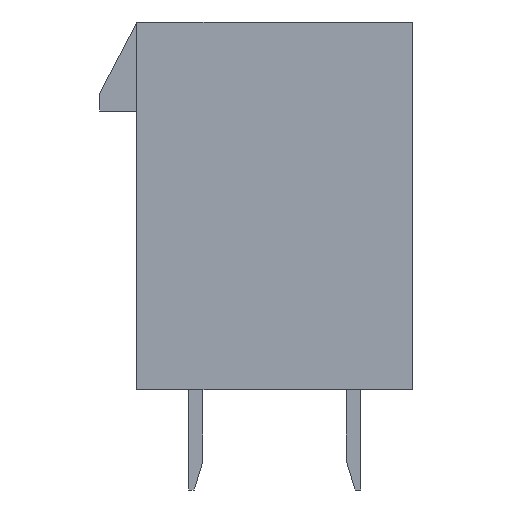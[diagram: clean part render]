
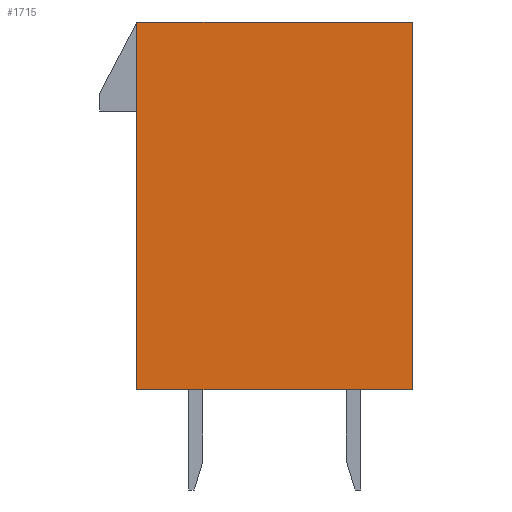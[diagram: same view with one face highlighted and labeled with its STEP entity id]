
A CAD part, left-side view. The second image highlights one B-rep face of the part: STEP entity #1715.
In plain terms, the highlighted planar face has unit normal (-1, 0, 0).
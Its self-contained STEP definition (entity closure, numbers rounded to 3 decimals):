
#98=FACE_OUTER_BOUND('',#203,.T.);
#203=EDGE_LOOP('',(#1341,#1342,#1343,#1344));
#392=LINE('',#2636,#621);
#393=LINE('',#2638,#622);
#394=LINE('',#2640,#623);
#395=LINE('',#2641,#624);
#621=VECTOR('',#2157,10.);
#622=VECTOR('',#2158,10.);
#623=VECTOR('',#2159,10.);
#624=VECTOR('',#2160,10.);
#806=VERTEX_POINT('',#2634);
#807=VERTEX_POINT('',#2635);
#808=VERTEX_POINT('',#2637);
#809=VERTEX_POINT('',#2639);
#1000=EDGE_CURVE('',#806,#807,#392,.T.);
#1001=EDGE_CURVE('',#806,#808,#393,.T.);
#1002=EDGE_CURVE('',#809,#808,#394,.T.);
#1003=EDGE_CURVE('',#807,#809,#395,.T.);
#1341=ORIENTED_EDGE('',*,*,#1000,.F.);
#1342=ORIENTED_EDGE('',*,*,#1001,.T.);
#1343=ORIENTED_EDGE('',*,*,#1002,.F.);
#1344=ORIENTED_EDGE('',*,*,#1003,.F.);
#1610=PLANE('',#1844);
#1715=ADVANCED_FACE('',(#98),#1610,.T.);
#1844=AXIS2_PLACEMENT_3D('',#2633,#2155,#2156);
#2155=DIRECTION('center_axis',(-1.,0.,0.));
#2156=DIRECTION('ref_axis',(0.,-1.,0.));
#2157=DIRECTION('',(0.,1.,0.));
#2158=DIRECTION('',(0.,0.,1.));
#2159=DIRECTION('',(0.,-1.,0.));
#2160=DIRECTION('',(0.,0.,1.));
#2633=CARTESIAN_POINT('Origin',(-4.8,4.8,0.));
#2634=CARTESIAN_POINT('',(-4.8,-4.8,0.));
#2635=CARTESIAN_POINT('',(-4.8,4.8,0.));
#2636=CARTESIAN_POINT('',(-4.8,-4.8,0.));
#2637=CARTESIAN_POINT('',(-4.8,-4.8,12.8));
#2638=CARTESIAN_POINT('',(-4.8,-4.8,0.));
#2639=CARTESIAN_POINT('',(-4.8,4.8,12.8));
#2640=CARTESIAN_POINT('',(-4.8,-4.8,12.8));
#2641=CARTESIAN_POINT('',(-4.8,4.8,0.));
